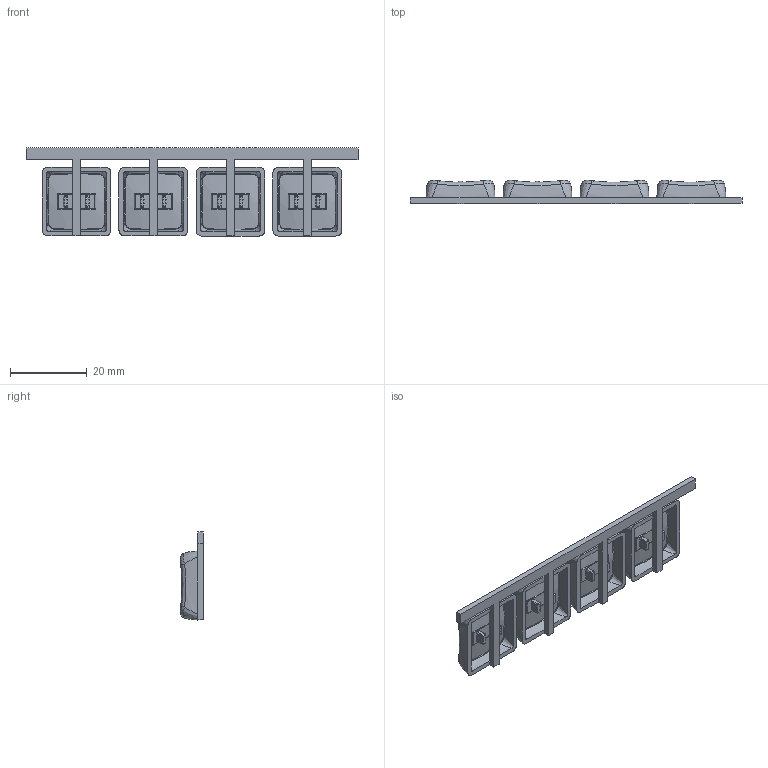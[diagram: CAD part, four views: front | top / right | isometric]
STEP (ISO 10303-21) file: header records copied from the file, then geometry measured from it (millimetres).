
FILE_DESCRIPTION(/* description */ (''),/* implementation_level */ '2;1');
FILE_NAME(/* name */ 'homing-bumps-sprue.step',/* time_stamp */ '2022-10-25T19:38:38+03:00',/* author */ (''),/* organization */ (''),/* preprocessor_version */ 'ST-DEVELOPER v19.2',/* originating_system */ 'Autodesk Translation Framework v11.17.0.187',/* authorisation */ '');
FILE_SCHEMA (('AUTOMOTIVE_DESIGN { 1 0 10303 214 3 1 1 }'));
Length unit declared in the file: millimetre
Products named in the file (1): homing-bumps-sprue
Bounding box: 86.36 x 5.98 x 22.9 mm (x, y, z)
Volume: 2972.6 mm3; surface area: 5536.7 mm2
Topology: 1 solids, 1 shells, 582 faces, 1544 edges, 972 vertices
Faces by surface type: plane 390, bspline 108, cylinder 64, sphere 20
Entity records: 22628 total; most frequent: CARTESIAN_POINT 9143, ORIENTED_EDGE 3088, DIRECTION 2266, EDGE_CURVE 1544, LINE 1084, VECTOR 1084, VERTEX_POINT 972, EDGE_LOOP 598
